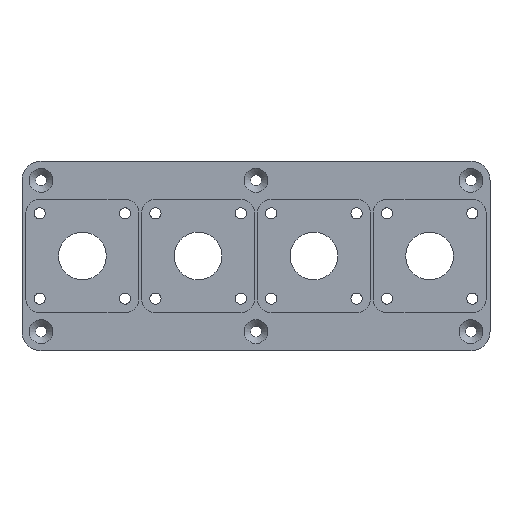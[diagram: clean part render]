
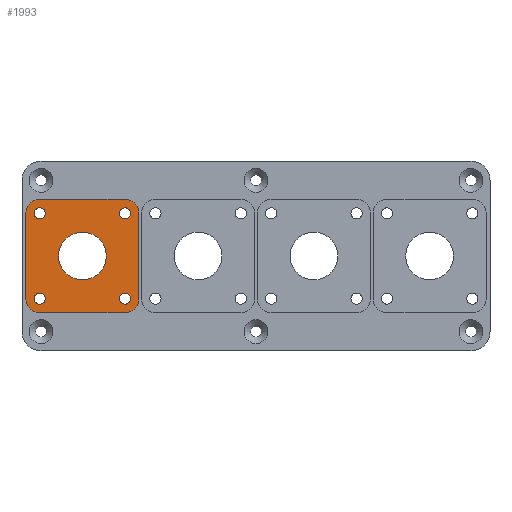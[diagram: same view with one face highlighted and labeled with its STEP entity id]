
A CAD part, front view. The second image highlights one B-rep face of the part: STEP entity #1993.
In plain terms, the highlighted planar face has unit normal (0, -1, 0).
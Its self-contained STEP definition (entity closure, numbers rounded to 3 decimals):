
#101=FACE_BOUND('',#372,.T.);
#102=FACE_BOUND('',#373,.T.);
#103=FACE_BOUND('',#374,.T.);
#104=FACE_BOUND('',#375,.T.);
#105=FACE_BOUND('',#376,.T.);
#129=PLANE('',#2236);
#223=FACE_OUTER_BOUND('',#371,.T.);
#371=EDGE_LOOP('',(#1689,#1690,#1691,#1692,#1693,#1694,#1695,#1696));
#372=EDGE_LOOP('',(#1697));
#373=EDGE_LOOP('',(#1698));
#374=EDGE_LOOP('',(#1699));
#375=EDGE_LOOP('',(#1700));
#376=EDGE_LOOP('',(#1701));
#530=LINE('',#3375,#680);
#531=LINE('',#3379,#681);
#532=LINE('',#3383,#682);
#533=LINE('',#3386,#683);
#680=VECTOR('',#2776,10.);
#681=VECTOR('',#2779,10.);
#682=VECTOR('',#2782,10.);
#683=VECTOR('',#2785,10.);
#762=CIRCLE('',#2082,7.5);
#770=CIRCLE('',#2098,1.75);
#772=CIRCLE('',#2102,1.75);
#786=CIRCLE('',#2130,1.75);
#788=CIRCLE('',#2134,1.75);
#847=CIRCLE('',#2237,4.383);
#848=CIRCLE('',#2238,4.383);
#849=CIRCLE('',#2239,4.383);
#850=CIRCLE('',#2240,4.383);
#898=VERTEX_POINT('',#3013);
#906=VERTEX_POINT('',#3045);
#908=VERTEX_POINT('',#3053);
#922=VERTEX_POINT('',#3109);
#924=VERTEX_POINT('',#3117);
#1007=VERTEX_POINT('',#3371);
#1008=VERTEX_POINT('',#3372);
#1009=VERTEX_POINT('',#3374);
#1010=VERTEX_POINT('',#3376);
#1011=VERTEX_POINT('',#3378);
#1012=VERTEX_POINT('',#3380);
#1013=VERTEX_POINT('',#3382);
#1014=VERTEX_POINT('',#3384);
#1076=EDGE_CURVE('',#898,#898,#762,.T.);
#1092=EDGE_CURVE('',#906,#906,#770,.T.);
#1096=EDGE_CURVE('',#908,#908,#772,.T.);
#1124=EDGE_CURVE('',#922,#922,#786,.T.);
#1128=EDGE_CURVE('',#924,#924,#788,.T.);
#1254=EDGE_CURVE('',#1007,#1008,#847,.T.);
#1255=EDGE_CURVE('',#1008,#1009,#530,.T.);
#1256=EDGE_CURVE('',#1009,#1010,#848,.T.);
#1257=EDGE_CURVE('',#1010,#1011,#531,.T.);
#1258=EDGE_CURVE('',#1011,#1012,#849,.T.);
#1259=EDGE_CURVE('',#1012,#1013,#532,.T.);
#1260=EDGE_CURVE('',#1013,#1014,#850,.T.);
#1261=EDGE_CURVE('',#1014,#1007,#533,.T.);
#1689=ORIENTED_EDGE('',*,*,#1254,.T.);
#1690=ORIENTED_EDGE('',*,*,#1255,.T.);
#1691=ORIENTED_EDGE('',*,*,#1256,.T.);
#1692=ORIENTED_EDGE('',*,*,#1257,.T.);
#1693=ORIENTED_EDGE('',*,*,#1258,.T.);
#1694=ORIENTED_EDGE('',*,*,#1259,.T.);
#1695=ORIENTED_EDGE('',*,*,#1260,.T.);
#1696=ORIENTED_EDGE('',*,*,#1261,.T.);
#1697=ORIENTED_EDGE('',*,*,#1076,.T.);
#1698=ORIENTED_EDGE('',*,*,#1128,.T.);
#1699=ORIENTED_EDGE('',*,*,#1124,.T.);
#1700=ORIENTED_EDGE('',*,*,#1096,.T.);
#1701=ORIENTED_EDGE('',*,*,#1092,.T.);
#1993=ADVANCED_FACE('',(#223,#101,#102,#103,#104,#105),#129,.F.);
#2082=AXIS2_PLACEMENT_3D('',#3015,#2371,#2372);
#2098=AXIS2_PLACEMENT_3D('',#3047,#2411,#2412);
#2102=AXIS2_PLACEMENT_3D('',#3055,#2421,#2422);
#2130=AXIS2_PLACEMENT_3D('',#3111,#2491,#2492);
#2134=AXIS2_PLACEMENT_3D('',#3119,#2501,#2502);
#2236=AXIS2_PLACEMENT_3D('',#3370,#2772,#2773);
#2237=AXIS2_PLACEMENT_3D('',#3373,#2774,#2775);
#2238=AXIS2_PLACEMENT_3D('',#3377,#2777,#2778);
#2239=AXIS2_PLACEMENT_3D('',#3381,#2780,#2781);
#2240=AXIS2_PLACEMENT_3D('',#3385,#2783,#2784);
#2371=DIRECTION('center_axis',(0.,1.,0.));
#2372=DIRECTION('ref_axis',(-1.,0.,0.));
#2411=DIRECTION('center_axis',(0.,1.,0.));
#2412=DIRECTION('ref_axis',(-1.,0.,0.));
#2421=DIRECTION('center_axis',(0.,1.,0.));
#2422=DIRECTION('ref_axis',(-1.,0.,0.));
#2491=DIRECTION('center_axis',(0.,1.,0.));
#2492=DIRECTION('ref_axis',(-1.,0.,0.));
#2501=DIRECTION('center_axis',(0.,1.,0.));
#2502=DIRECTION('ref_axis',(-1.,0.,0.));
#2772=DIRECTION('center_axis',(0.,1.,0.));
#2773=DIRECTION('ref_axis',(-1.,0.,0.));
#2774=DIRECTION('center_axis',(0.,-1.,0.));
#2775=DIRECTION('ref_axis',(0.,0.,-1.));
#2776=DIRECTION('',(0.,0.,1.));
#2777=DIRECTION('center_axis',(0.,-1.,0.));
#2778=DIRECTION('ref_axis',(1.,0.,0.));
#2779=DIRECTION('',(-1.,0.,0.));
#2780=DIRECTION('center_axis',(0.,-1.,0.));
#2781=DIRECTION('ref_axis',(0.,0.,1.));
#2782=DIRECTION('',(0.,0.,-1.));
#2783=DIRECTION('center_axis',(0.,-1.,0.));
#2784=DIRECTION('ref_axis',(-1.,0.,0.));
#2785=DIRECTION('',(1.,0.,0.));
#3013=CARTESIAN_POINT('',(7.5,-4.2,0.));
#3015=CARTESIAN_POINT('Origin',(0.,-4.2,0.));
#3045=CARTESIAN_POINT('',(-11.667,-4.2,-13.417));
#3047=CARTESIAN_POINT('Origin',(-13.417,-4.2,-13.417));
#3053=CARTESIAN_POINT('',(15.167,-4.2,-13.417));
#3055=CARTESIAN_POINT('Origin',(13.417,-4.2,-13.417));
#3109=CARTESIAN_POINT('',(-11.667,-4.2,13.417));
#3111=CARTESIAN_POINT('Origin',(-13.417,-4.2,13.417));
#3117=CARTESIAN_POINT('',(15.167,-4.2,13.417));
#3119=CARTESIAN_POINT('Origin',(13.417,-4.2,13.417));
#3370=CARTESIAN_POINT('Origin',(54.6,-4.2,0.));
#3371=CARTESIAN_POINT('',(13.417,-4.2,-17.8));
#3372=CARTESIAN_POINT('',(17.8,-4.2,-13.417));
#3373=CARTESIAN_POINT('Origin',(13.417,-4.2,-13.417));
#3374=CARTESIAN_POINT('',(17.8,-4.2,13.417));
#3375=CARTESIAN_POINT('',(17.8,-4.2,-13.417));
#3376=CARTESIAN_POINT('',(13.417,-4.2,17.8));
#3377=CARTESIAN_POINT('Origin',(13.417,-4.2,13.417));
#3378=CARTESIAN_POINT('',(-13.417,-4.2,17.8));
#3379=CARTESIAN_POINT('',(13.417,-4.2,17.8));
#3380=CARTESIAN_POINT('',(-17.8,-4.2,13.417));
#3381=CARTESIAN_POINT('Origin',(-13.417,-4.2,13.417));
#3382=CARTESIAN_POINT('',(-17.8,-4.2,-13.417));
#3383=CARTESIAN_POINT('',(-17.8,-4.2,13.417));
#3384=CARTESIAN_POINT('',(-13.417,-4.2,-17.8));
#3385=CARTESIAN_POINT('Origin',(-13.417,-4.2,-13.417));
#3386=CARTESIAN_POINT('',(-13.417,-4.2,-17.8));
